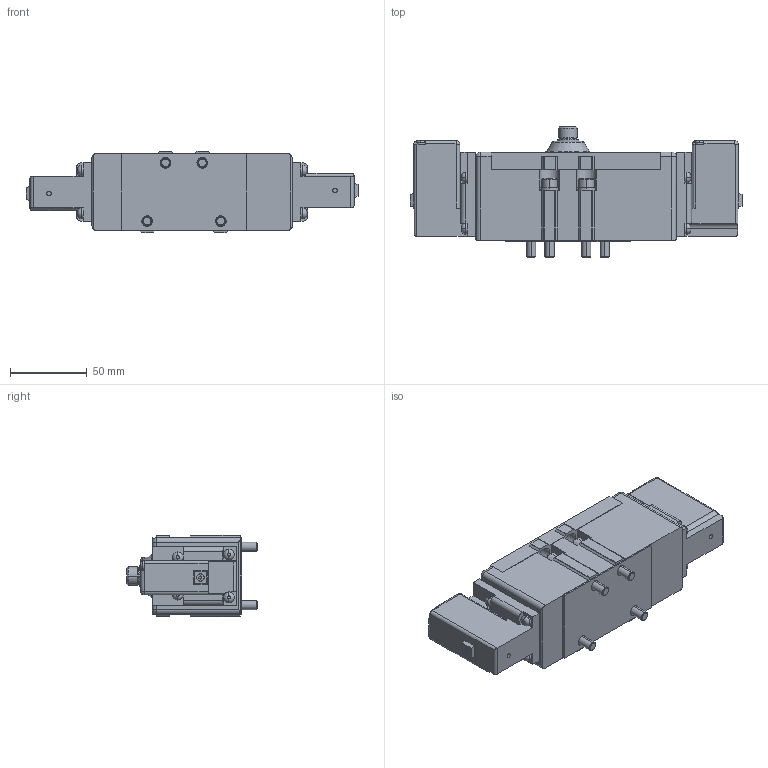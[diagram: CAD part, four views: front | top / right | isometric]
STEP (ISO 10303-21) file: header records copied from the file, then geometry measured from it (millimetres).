
FILE_DESCRIPTION (( 'STEP AP214' ), '1' );
FILE_NAME ('EVS7-8-FJG-D-3ZM0.STEP', '2018-05-22T06:45:58', ( 'SONIC' ), ( 'UNITCOM PC' ), 'SwSTEP 2.0', 'SolidWorks 2015', '' );
FILE_SCHEMA (( 'AUTOMOTIVE_DESIGN' ));
Length unit declared in the file: millimetre
Products named in the file (1): EVS7-8-FJG-D-3ZM0
Bounding box: 216.5 x 85 x 52.9 mm (x, y, z)
Volume: 495621.2 mm3; surface area: 73793.2 mm2
Topology: 2 solids, 2 shells, 474 faces, 1185 edges, 760 vertices
Faces by surface type: plane 224, cylinder 186, torus 38, cone 22, sphere 4
Entity records: 14466 total; most frequent: CARTESIAN_POINT 2730, DIRECTION 2551, ORIENTED_EDGE 2362, EDGE_CURVE 1181, AXIS2_PLACEMENT_3D 927, VERTEX_POINT 760, LINE 697, VECTOR 697
